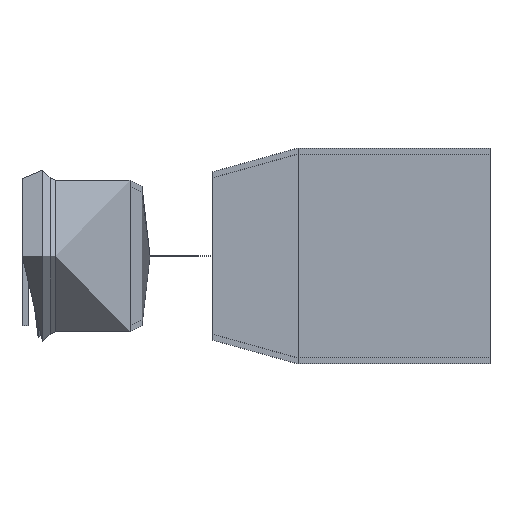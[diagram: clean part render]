
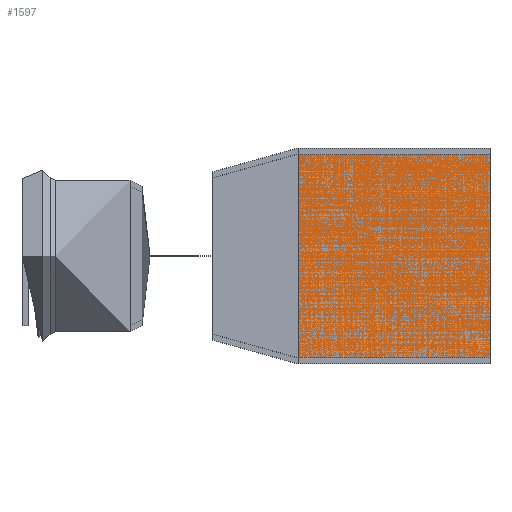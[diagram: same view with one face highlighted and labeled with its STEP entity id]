
A CAD part, top view. The second image highlights one B-rep face of the part: STEP entity #1597.
In plain terms, the highlighted free-form (B-spline) face has degree [1, 2] with [2, 9] control points.
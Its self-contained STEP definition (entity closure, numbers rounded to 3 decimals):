
#1546 = VERTEX_POINT('',#1547);
#1547 = CARTESIAN_POINT('',(-21.5,-25.5,0.));
#1552 = EDGE_CURVE('',#1553,#1546,#1555,.T.);
#1553 = VERTEX_POINT('',#1554);
#1554 = CARTESIAN_POINT('',(-21.5,25.5,0.));
#1555 = ( BOUNDED_CURVE() B_SPLINE_CURVE(2,(#1556,#1557,#1558,#1559,
#1560),.UNSPECIFIED.,.F.,.F.) B_SPLINE_CURVE_WITH_KNOTS((3,2,3),(0.,
1.571,3.142),.UNSPECIFIED.) CURVE() 
GEOMETRIC_REPRESENTATION_ITEM() RATIONAL_B_SPLINE_CURVE((1.,
0.707,1.,0.707,1.)) REPRESENTATION_ITEM('') );
#1556 = CARTESIAN_POINT('',(-21.5,25.5,0.));
#1557 = CARTESIAN_POINT('',(-21.5,25.5,25.5));
#1558 = CARTESIAN_POINT('',(-21.5,0.,25.5));
#1559 = CARTESIAN_POINT('',(-21.5,-25.5,25.5));
#1560 = CARTESIAN_POINT('',(-21.5,-25.5,0.));
#1562 = EDGE_CURVE('',#1546,#1553,#1563,.T.);
#1563 = ( BOUNDED_CURVE() B_SPLINE_CURVE(2,(#1564,#1565,#1566,#1567,
#1568),.UNSPECIFIED.,.F.,.F.) B_SPLINE_CURVE_WITH_KNOTS((3,2,3),(
    3.142,4.712,6.283),
.PIECEWISE_BEZIER_KNOTS.) CURVE() GEOMETRIC_REPRESENTATION_ITEM() 
RATIONAL_B_SPLINE_CURVE((1.,0.707,1.,0.707,1.)) 
REPRESENTATION_ITEM('') );
#1564 = CARTESIAN_POINT('',(-21.5,-25.5,0.));
#1565 = CARTESIAN_POINT('',(-21.5,-25.5,-25.5));
#1566 = CARTESIAN_POINT('',(-21.5,0.,-25.5));
#1567 = CARTESIAN_POINT('',(-21.5,25.5,-25.5));
#1568 = CARTESIAN_POINT('',(-21.5,25.5,0.));
#1597 = ADVANCED_FACE('',(#1598),#1628,.T.);
#1598 = FACE_BOUND('',#1599,.T.);
#1599 = EDGE_LOOP('',(#1600,#1601,#1608,#1618,#1626,#1627));
#1600 = ORIENTED_EDGE('',*,*,#1552,.T.);
#1601 = ORIENTED_EDGE('',*,*,#1602,.T.);
#1602 = EDGE_CURVE('',#1546,#1603,#1605,.T.);
#1603 = VERTEX_POINT('',#1604);
#1604 = CARTESIAN_POINT('',(-69.5,-25.5,0.));
#1605 = B_SPLINE_CURVE_WITH_KNOTS('',1,(#1606,#1607),.UNSPECIFIED.,.F.,
  .F.,(2,2),(-0.941,0.941),.PIECEWISE_BEZIER_KNOTS.);
#1606 = CARTESIAN_POINT('',(-21.5,-25.5,0.));
#1607 = CARTESIAN_POINT('',(-69.5,-25.5,0.));
#1608 = ORIENTED_EDGE('',*,*,#1609,.F.);
#1609 = EDGE_CURVE('',#1610,#1603,#1612,.T.);
#1610 = VERTEX_POINT('',#1611);
#1611 = CARTESIAN_POINT('',(-69.5,25.5,0.));
#1612 = ( BOUNDED_CURVE() B_SPLINE_CURVE(2,(#1613,#1614,#1615,#1616,
#1617),.UNSPECIFIED.,.F.,.F.) B_SPLINE_CURVE_WITH_KNOTS((3,2,3),(0.,
1.571,3.142),.UNSPECIFIED.) CURVE() 
GEOMETRIC_REPRESENTATION_ITEM() RATIONAL_B_SPLINE_CURVE((1.,
0.707,1.,0.707,1.)) REPRESENTATION_ITEM('') );
#1613 = CARTESIAN_POINT('',(-69.5,25.5,0.));
#1614 = CARTESIAN_POINT('',(-69.5,25.5,25.5));
#1615 = CARTESIAN_POINT('',(-69.5,0.,25.5));
#1616 = CARTESIAN_POINT('',(-69.5,-25.5,25.5));
#1617 = CARTESIAN_POINT('',(-69.5,-25.5,0.));
#1618 = ORIENTED_EDGE('',*,*,#1619,.F.);
#1619 = EDGE_CURVE('',#1603,#1610,#1620,.T.);
#1620 = ( BOUNDED_CURVE() B_SPLINE_CURVE(2,(#1621,#1622,#1623,#1624,
#1625),.UNSPECIFIED.,.F.,.F.) B_SPLINE_CURVE_WITH_KNOTS((3,2,3),(
    3.142,4.712,6.283),
.PIECEWISE_BEZIER_KNOTS.) CURVE() GEOMETRIC_REPRESENTATION_ITEM() 
RATIONAL_B_SPLINE_CURVE((1.,0.707,1.,0.707,1.)) 
REPRESENTATION_ITEM('') );
#1621 = CARTESIAN_POINT('',(-69.5,-25.5,0.));
#1622 = CARTESIAN_POINT('',(-69.5,-25.5,-25.5));
#1623 = CARTESIAN_POINT('',(-69.5,0.,-25.5));
#1624 = CARTESIAN_POINT('',(-69.5,25.5,-25.5));
#1625 = CARTESIAN_POINT('',(-69.5,25.5,0.));
#1626 = ORIENTED_EDGE('',*,*,#1602,.F.);
#1627 = ORIENTED_EDGE('',*,*,#1562,.T.);
#1628 = ( BOUNDED_SURFACE() B_SPLINE_SURFACE(1,2,(
    (#1629,#1630,#1631,#1632,#1633,#1634,#1635,#1636,#1637)
    ,(#1638,#1639,#1640,#1641,#1642,#1643,#1644,#1645,#1646
)),.UNSPECIFIED.,.F.,.T.,.F.) B_SPLINE_SURFACE_WITH_KNOTS((2,2),(1,2,2,2
    ,2,2,1),(-0.941,0.941),(-4.712,
    -3.142,-1.571,0.,1.571,3.142,
4.712),.UNSPECIFIED.) GEOMETRIC_REPRESENTATION_ITEM() 
RATIONAL_B_SPLINE_SURFACE((
    (1.,0.707,1.,0.707,1.,0.707,1.
      ,0.707,1.)
    ,(1.,0.707,1.,0.707,1.,0.707,1.
,0.707,1.))) REPRESENTATION_ITEM('') SURFACE() );
#1629 = CARTESIAN_POINT('',(-69.5,-25.5,0.));
#1630 = CARTESIAN_POINT('',(-69.5,-25.5,-25.5));
#1631 = CARTESIAN_POINT('',(-69.5,0.,-25.5));
#1632 = CARTESIAN_POINT('',(-69.5,25.5,-25.5));
#1633 = CARTESIAN_POINT('',(-69.5,25.5,0.));
#1634 = CARTESIAN_POINT('',(-69.5,25.5,25.5));
#1635 = CARTESIAN_POINT('',(-69.5,0.,25.5));
#1636 = CARTESIAN_POINT('',(-69.5,-25.5,25.5));
#1637 = CARTESIAN_POINT('',(-69.5,-25.5,0.));
#1638 = CARTESIAN_POINT('',(-21.5,-25.5,0.));
#1639 = CARTESIAN_POINT('',(-21.5,-25.5,-25.5));
#1640 = CARTESIAN_POINT('',(-21.5,0.,-25.5));
#1641 = CARTESIAN_POINT('',(-21.5,25.5,-25.5));
#1642 = CARTESIAN_POINT('',(-21.5,25.5,0.));
#1643 = CARTESIAN_POINT('',(-21.5,25.5,25.5));
#1644 = CARTESIAN_POINT('',(-21.5,0.,25.5));
#1645 = CARTESIAN_POINT('',(-21.5,-25.5,25.5));
#1646 = CARTESIAN_POINT('',(-21.5,-25.5,0.));
